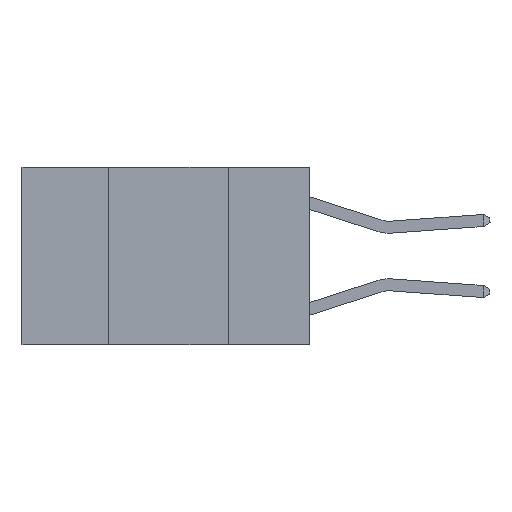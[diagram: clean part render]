
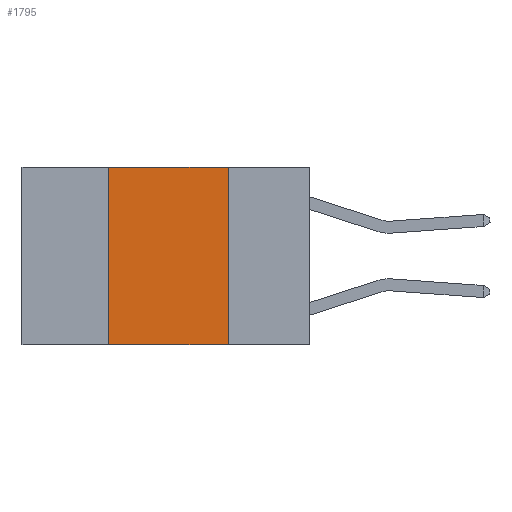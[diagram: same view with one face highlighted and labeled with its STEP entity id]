
A CAD part, left-side view. The second image highlights one B-rep face of the part: STEP entity #1795.
In plain terms, the highlighted planar face has unit normal (-1, 0, 0).
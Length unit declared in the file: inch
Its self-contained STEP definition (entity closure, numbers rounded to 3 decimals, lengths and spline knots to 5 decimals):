
#585 = LINE ( 'NONE', #15649, #7783 ) ;
#709 = VERTEX_POINT ( 'NONE', #8024 ) ;
#789 = ORIENTED_EDGE ( 'NONE', *, *, #6146, .T. ) ;
#1627 = EDGE_CURVE ( 'NONE', #5730, #16762, #585, .T. ) ;
#1795 = ADVANCED_FACE ( 'NONE', ( #15507 ), #5238, .F. ) ;
#1938 = DIRECTION ( 'NONE',  ( 0., -1., 0. ) ) ;
#3150 = ORIENTED_EDGE ( 'NONE', *, *, #15440, .F. ) ;
#3571 = ORIENTED_EDGE ( 'NONE', *, *, #3630, .F. ) ;
#3630 = EDGE_CURVE ( 'NONE', #16762, #14499, #14914, .T. ) ;
#3738 = CARTESIAN_POINT ( 'NONE',  ( 0., 0.17, 0. ) ) ;
#5067 = VECTOR ( 'NONE', #13531, 39.37008 ) ;
#5238 = PLANE ( 'NONE',  #10997 ) ;
#5730 = VERTEX_POINT ( 'NONE', #14621 ) ;
#6146 = EDGE_CURVE ( 'NONE', #5730, #709, #13814, .T. ) ;
#6590 = DIRECTION ( 'NONE',  ( 1., 0., 0. ) ) ;
#6942 = CARTESIAN_POINT ( 'NONE',  ( 0., 0.42, 0. ) ) ;
#7543 = VECTOR ( 'NONE', #16702, 39.37008 ) ;
#7555 = ORIENTED_EDGE ( 'NONE', *, *, #1627, .F. ) ;
#7647 = DIRECTION ( 'NONE',  ( 0., 0., 1. ) ) ;
#7783 = VECTOR ( 'NONE', #7647, 39.37008 ) ;
#8024 = CARTESIAN_POINT ( 'NONE',  ( 0., 0.17, -0.37 ) ) ;
#10997 = AXIS2_PLACEMENT_3D ( 'NONE', #13254, #6590, #15930 ) ;
#11372 = LINE ( 'NONE', #12213, #5067 ) ;
#11377 = CARTESIAN_POINT ( 'NONE',  ( 0., 0.6, -0.37 ) ) ;
#11401 = VECTOR ( 'NONE', #1938, 39.37008 ) ;
#12213 = CARTESIAN_POINT ( 'NONE',  ( 0., 0.17, 0. ) ) ;
#13254 = CARTESIAN_POINT ( 'NONE',  ( 0., 0.6, 0. ) ) ;
#13531 = DIRECTION ( 'NONE',  ( 0., 0., -1. ) ) ;
#13814 = LINE ( 'NONE', #11377, #7543 ) ;
#14499 = VERTEX_POINT ( 'NONE', #3738 ) ;
#14621 = CARTESIAN_POINT ( 'NONE',  ( 0., 0.42, -0.37 ) ) ;
#14914 = LINE ( 'NONE', #16632, #11401 ) ;
#15440 = EDGE_CURVE ( 'NONE', #14499, #709, #11372, .T. ) ;
#15507 = FACE_OUTER_BOUND ( 'NONE', #16473, .T. ) ;
#15649 = CARTESIAN_POINT ( 'NONE',  ( 0., 0.42, 0. ) ) ;
#15930 = DIRECTION ( 'NONE',  ( 0., 0., -1. ) ) ;
#16473 = EDGE_LOOP ( 'NONE', ( #3150, #3571, #7555, #789 ) ) ;
#16632 = CARTESIAN_POINT ( 'NONE',  ( 0., 0.6, 0. ) ) ;
#16702 = DIRECTION ( 'NONE',  ( 0., -1., 0. ) ) ;
#16762 = VERTEX_POINT ( 'NONE', #6942 ) ;
